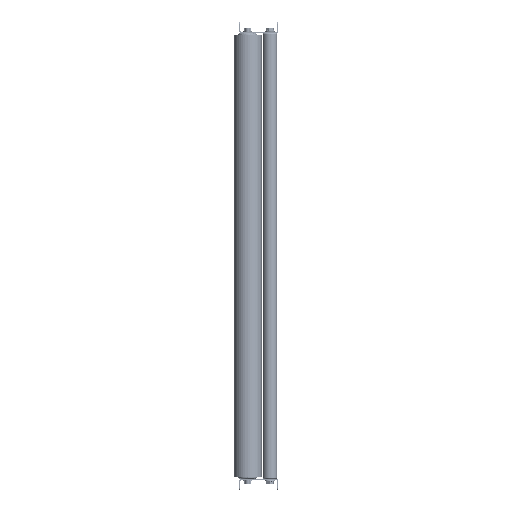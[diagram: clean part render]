
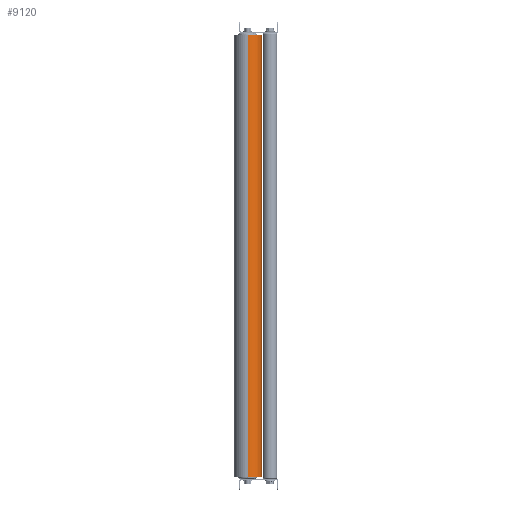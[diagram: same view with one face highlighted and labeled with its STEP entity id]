
A CAD part, left-side view. The second image highlights one B-rep face of the part: STEP entity #9120.
In plain terms, the highlighted cylindrical face has radius 25 mm (diameter 50 mm), a partial arc.
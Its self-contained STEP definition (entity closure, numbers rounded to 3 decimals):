
#986 = CYLINDRICAL_SURFACE ( 'NONE', #51426, 25. ) ;
#1836 = VERTEX_POINT ( 'NONE', #40394 ) ;
#2549 = CARTESIAN_POINT ( 'NONE',  ( 792.6, 0., -25. ) ) ;
#2699 = DIRECTION ( 'NONE',  ( -1., 0., 0. ) ) ;
#3542 = DIRECTION ( 'NONE',  ( -1., 0., 0. ) ) ;
#6376 = DIRECTION ( 'NONE',  ( 0., 0., -1. ) ) ;
#8125 = CIRCLE ( 'NONE', #30841, 25. ) ;
#8686 = DIRECTION ( 'NONE',  ( -1., 0., 0. ) ) ;
#9120 = ADVANCED_FACE ( 'Fl�che1', ( #20829 ), #986, .T. ) ;
#10774 = ORIENTED_EDGE ( 'NONE', *, *, #30581, .F. ) ;
#13339 = AXIS2_PLACEMENT_3D ( 'NONE', #30817, #31580, #51953 ) ;
#15308 = VECTOR ( 'NONE', #2699, 1000. ) ;
#17196 = CARTESIAN_POINT ( 'NONE',  ( 0., 0., 0. ) ) ;
#20829 = FACE_OUTER_BOUND ( 'NONE', #37649, .T. ) ;
#21971 = EDGE_CURVE ( 'NONE', #43419, #38867, #31852, .T. ) ;
#22524 = LINE ( 'NONE', #50784, #15308 ) ;
#23204 = VERTEX_POINT ( 'NONE', #39094 ) ;
#23615 = CARTESIAN_POINT ( 'NONE',  ( 792.6, 0., 25. ) ) ;
#29854 = DIRECTION ( 'NONE',  ( 1., 0., 0. ) ) ;
#30581 = EDGE_CURVE ( 'NONE', #38867, #1836, #22524, .T. ) ;
#30817 = CARTESIAN_POINT ( 'NONE',  ( 792.6, 0., 0. ) ) ;
#30841 = AXIS2_PLACEMENT_3D ( 'NONE', #17196, #29854, #6376 ) ;
#31580 = DIRECTION ( 'NONE',  ( 1., 0., 0. ) ) ;
#31852 = CIRCLE ( 'NONE', #13339, 25. ) ;
#32099 = ORIENTED_EDGE ( 'NONE', *, *, #21971, .F. ) ;
#34034 = VECTOR ( 'NONE', #3542, 1000. ) ;
#35575 = ORIENTED_EDGE ( 'NONE', *, *, #36685, .T. ) ;
#36685 = EDGE_CURVE ( 'NONE', #23204, #1836, #8125, .T. ) ;
#37649 = EDGE_LOOP ( 'NONE', ( #10774, #32099, #46622, #35575 ) ) ;
#38867 = VERTEX_POINT ( 'NONE', #2549 ) ;
#39094 = CARTESIAN_POINT ( 'NONE',  ( 0., 0., 25. ) ) ;
#40394 = CARTESIAN_POINT ( 'NONE',  ( 0., 0., -25. ) ) ;
#40614 = CARTESIAN_POINT ( 'NONE',  ( 792.6, 0., 0. ) ) ;
#43167 = LINE ( 'NONE', #46605, #34034 ) ;
#43419 = VERTEX_POINT ( 'NONE', #23615 ) ;
#43511 = EDGE_CURVE ( 'NONE', #43419, #23204, #43167, .T. ) ;
#46605 = CARTESIAN_POINT ( 'NONE',  ( 792.6, 0., 25. ) ) ;
#46622 = ORIENTED_EDGE ( 'NONE', *, *, #43511, .T. ) ;
#49332 = DIRECTION ( 'NONE',  ( 0., 0., 1. ) ) ;
#50784 = CARTESIAN_POINT ( 'NONE',  ( 792.6, 0., -25. ) ) ;
#51426 = AXIS2_PLACEMENT_3D ( 'NONE', #40614, #8686, #49332 ) ;
#51953 = DIRECTION ( 'NONE',  ( 0., 0., -1. ) ) ;
